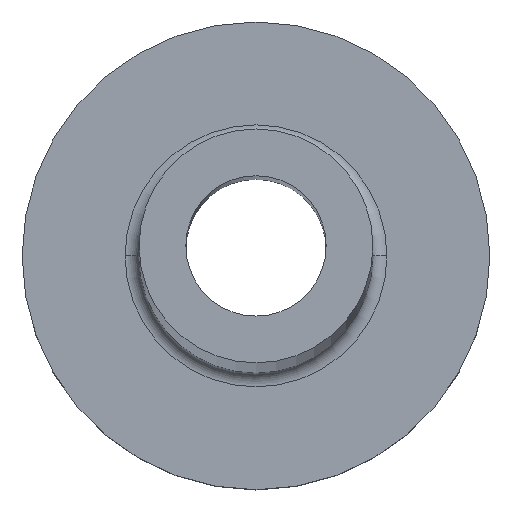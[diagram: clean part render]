
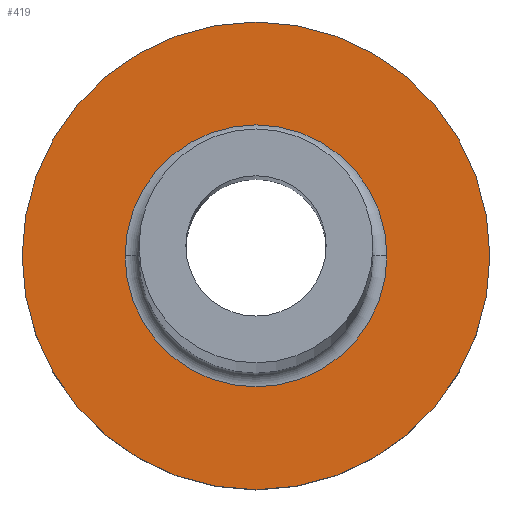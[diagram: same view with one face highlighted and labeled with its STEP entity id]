
A CAD part, top view. The second image highlights one B-rep face of the part: STEP entity #419.
In plain terms, the highlighted planar face has unit normal (0, 0, 1).
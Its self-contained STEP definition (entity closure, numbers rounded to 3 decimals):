
#9 = DIRECTION ( 'NONE',  ( 0., 0., 1. ) ) ;
#14 = DIRECTION ( 'NONE',  ( 0., 0., -1. ) ) ;
#22 = CARTESIAN_POINT ( 'NONE',  ( 0., 0., 3. ) ) ;
#41 = CIRCLE ( 'NONE', #175, 2.8 ) ;
#43 = CARTESIAN_POINT ( 'NONE',  ( -2.8, 0., 3. ) ) ;
#46 = EDGE_LOOP ( 'NONE', ( #386, #193 ) ) ;
#55 = PLANE ( 'NONE',  #221 ) ;
#56 = VERTEX_POINT ( 'NONE', #64 ) ;
#62 = CIRCLE ( 'NONE', #446, 5. ) ;
#64 = CARTESIAN_POINT ( 'NONE',  ( 2.8, 0., 3. ) ) ;
#67 = CARTESIAN_POINT ( 'NONE',  ( -5., 0., 3. ) ) ;
#84 = DIRECTION ( 'NONE',  ( 1., 0., 0. ) ) ;
#93 = AXIS2_PLACEMENT_3D ( 'NONE', #290, #356, #391 ) ;
#128 = EDGE_CURVE ( 'NONE', #129, #378, #414, .T. ) ;
#129 = VERTEX_POINT ( 'NONE', #67 ) ;
#155 = DIRECTION ( 'NONE',  ( 1., 0., 0. ) ) ;
#175 = AXIS2_PLACEMENT_3D ( 'NONE', #227, #334, #84 ) ;
#190 = CARTESIAN_POINT ( 'NONE',  ( 0., 0., 3. ) ) ;
#193 = ORIENTED_EDGE ( 'NONE', *, *, #198, .T. ) ;
#198 = EDGE_CURVE ( 'NONE', #378, #129, #62, .T. ) ;
#199 = DIRECTION ( 'NONE',  ( 0., 0., 1. ) ) ;
#207 = VERTEX_POINT ( 'NONE', #43 ) ;
#221 = AXIS2_PLACEMENT_3D ( 'NONE', #22, #199, #312 ) ;
#227 = CARTESIAN_POINT ( 'NONE',  ( 0., 0., 3. ) ) ;
#229 = EDGE_CURVE ( 'NONE', #56, #207, #41, .T. ) ;
#261 = EDGE_CURVE ( 'NONE', #207, #56, #288, .T. ) ;
#288 = CIRCLE ( 'NONE', #333, 2.8 ) ;
#290 = CARTESIAN_POINT ( 'NONE',  ( 0., 0., 3. ) ) ;
#294 = CARTESIAN_POINT ( 'NONE',  ( 0., 0., 3. ) ) ;
#302 = ORIENTED_EDGE ( 'NONE', *, *, #261, .T. ) ;
#312 = DIRECTION ( 'NONE',  ( 1., 0., 0. ) ) ;
#333 = AXIS2_PLACEMENT_3D ( 'NONE', #294, #14, #155 ) ;
#334 = DIRECTION ( 'NONE',  ( 0., 0., -1. ) ) ;
#341 = FACE_BOUND ( 'NONE', #389, .T. ) ;
#356 = DIRECTION ( 'NONE',  ( 0., 0., 1. ) ) ;
#373 = DIRECTION ( 'NONE',  ( 1., 0., 0. ) ) ;
#377 = FACE_OUTER_BOUND ( 'NONE', #46, .T. ) ;
#378 = VERTEX_POINT ( 'NONE', #417 ) ;
#386 = ORIENTED_EDGE ( 'NONE', *, *, #128, .T. ) ;
#389 = EDGE_LOOP ( 'NONE', ( #418, #302 ) ) ;
#391 = DIRECTION ( 'NONE',  ( 1., 0., 0. ) ) ;
#414 = CIRCLE ( 'NONE', #93, 5. ) ;
#417 = CARTESIAN_POINT ( 'NONE',  ( 5., 0., 3. ) ) ;
#418 = ORIENTED_EDGE ( 'NONE', *, *, #229, .T. ) ;
#419 = ADVANCED_FACE ( 'NONE', ( #341, #377 ), #55, .T. ) ;
#446 = AXIS2_PLACEMENT_3D ( 'NONE', #190, #9, #373 ) ;
